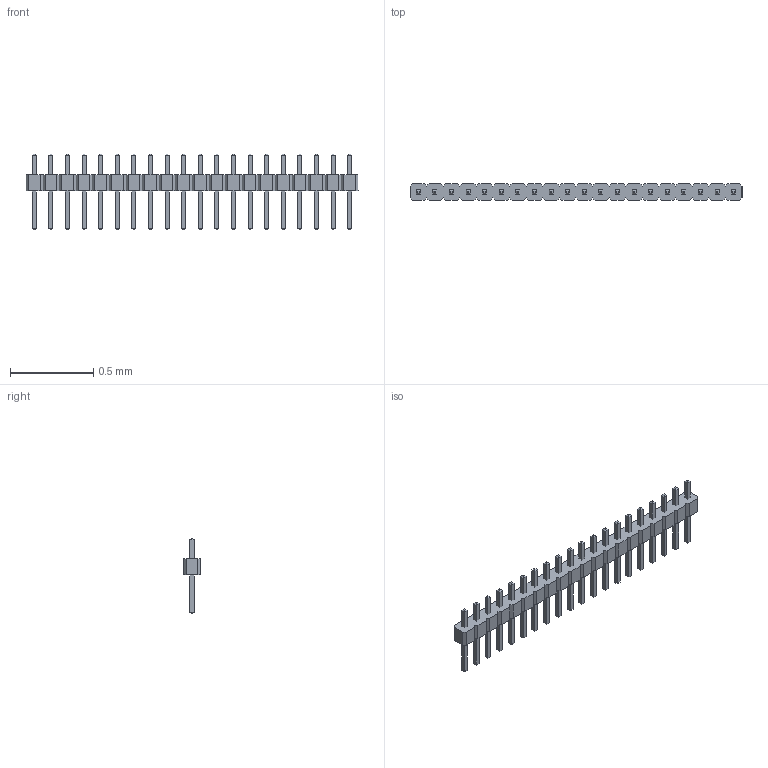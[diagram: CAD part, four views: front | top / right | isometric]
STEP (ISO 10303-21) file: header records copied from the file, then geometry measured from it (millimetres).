
FILE_DESCRIPTION( ( 'STEP AP214' ), '1' );
FILE_NAME( 'tmp0.stp', '2015-03-23T18:09:35', ( ' ' ), ( ' ' ), 'XStep 1.0', ' ', ' ' );
FILE_SCHEMA( ( 'automotive_design' ) );
Length unit declared in the file: millimetre
Products named in the file (21): pin_Predeterminado; 1
Bounding box: 2 x 0.1 x 0.45 mm (x, y, z)
Volume: 0 mm3; surface area: 1.7 mm2
Topology: 21 solids, 21 shells, 404 faces, 926 edges, 564 vertices
Faces by surface type: plane 404
Entity records: 22096 total; most frequent: STYLED_ITEM 1915, PRESENTATION_STYLE_ASSIGNMENT 1915, CARTESIAN_POINT 1915, COLOUR_RGB 1915, ORIENTED_EDGE 1852, DIRECTION 1776, EDGE_CURVE 926, CURVE_STYLE 926
